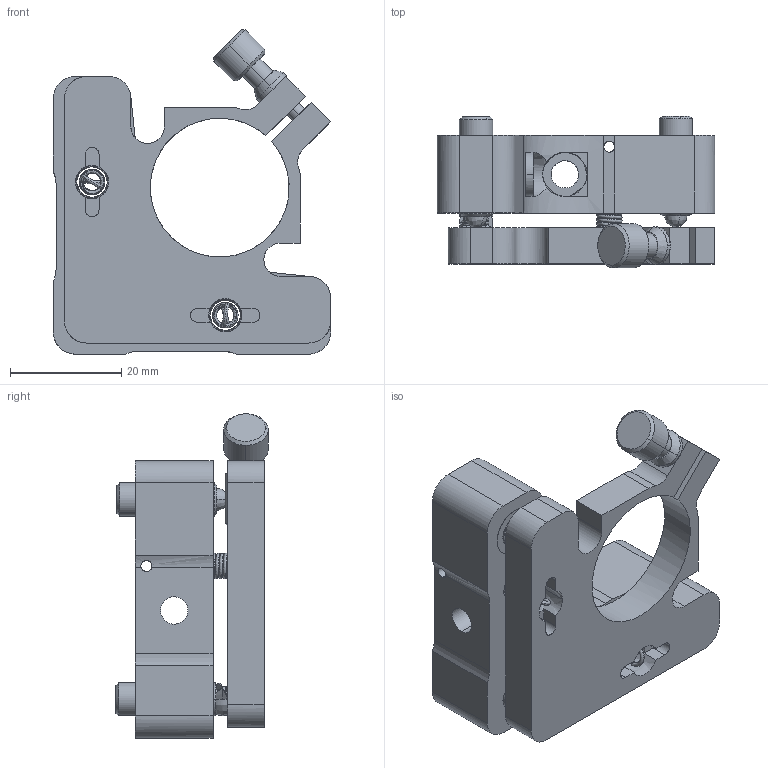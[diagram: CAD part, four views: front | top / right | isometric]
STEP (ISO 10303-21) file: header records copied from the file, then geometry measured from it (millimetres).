
FILE_DESCRIPTION(/* description */ (''),/* implementation_level */ '2;1');
FILE_NAME(/* name */ 'MMM-RA',/* time_stamp */ '2021-08-20T18:36:40+03:00',/* author */ (''),/* organization */ (''),/* preprocessor_version */ 'ST-DEVELOPER v15',/* originating_system */ '',/* authorisation */ '');
FILE_SCHEMA (('AUTOMOTIVE_DESIGN'));
Length unit declared in the file: millimetre
Products named in the file (11): Document; МММ-R; МММ-R_Substitute_2; Block 01; Block 02; Block 03; Block 04; Block 05; Block 06; Block 07
Assembly tree (10 placements, depth 5):
  Document
    Document
      МММ-R
        МММ-R_Substitute_2
          Block 01
          Block 02
          Block 03
          Block 04
          Block 05
          Block 06
          Block 07
Bounding box: 50 x 27.45 x 58.41 mm (x, y, z)
Volume: 9538.8 mm3; surface area: 17637.1 mm2
Topology: 22 solids, 50 shells, 459 faces, 1315 edges, 859 vertices
Faces by surface type: bspline 459
Entity records: 79481 total; most frequent: CARTESIAN_POINT 63781, B_SPLINE_CURVE_WITH_KNOTS 2555, ORIENTED_EDGE 2400, PCURVE 2400, DEFINITIONAL_REPRESENTATION 2400, SURFACE_CURVE 1283, EDGE_CURVE 1283, VERTEX_POINT 856
